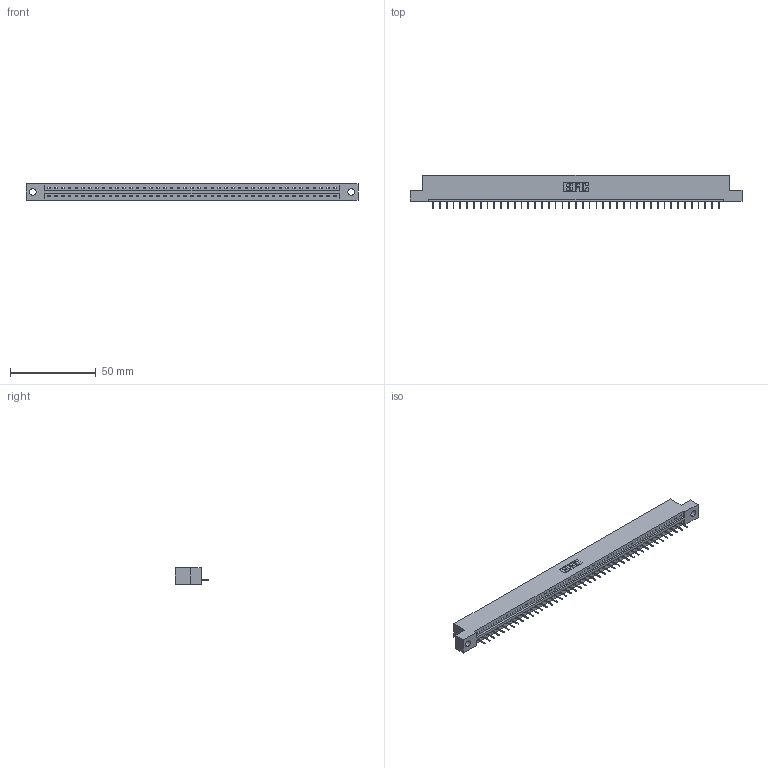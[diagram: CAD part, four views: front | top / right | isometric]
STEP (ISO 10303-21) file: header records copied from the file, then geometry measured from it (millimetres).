
FILE_DESCRIPTION (( 'STEP AP203' ), '1' );
FILE_NAME ('387-043-524-104.STEP', '2018-09-20T00:35:25', ( '' ), ( '' ), 'SwSTEP 2.0', 'SolidWorks 2016', '' );
FILE_SCHEMA (( 'CONFIG_CONTROL_DESIGN' ));
Length unit declared in the file: inch
Products named in the file (3): 337 Part_Flush Mounting Lugs - 0.156 Dia-TH; 345-292-001_345-293-124; 387-043-524-104
Assembly tree (44 placements, depth 2):
  387-043-524-104
    337 Part_Flush Mounting Lugs - 0.156 Dia-TH
    345-292-001_345-293-124  x43
Bounding box: 193.4 x 19.69 x 9.4 mm (x, y, z)
Volume: 19855 mm3; surface area: 19720.7 mm2
Topology: 44 solids, 44 shells, 2952 faces, 8567 edges, 5538 vertices
Faces by surface type: plane 2306, cylinder 646
Entity records: 31911 total; most frequent: CARTESIAN_POINT 5563, ORIENTED_EDGE 5542, DIRECTION 4681, EDGE_CURVE 2771, VECTOR 2647, LINE 2647, VERTEX_POINT 1842, AXIS2_PLACEMENT_3D 1017
